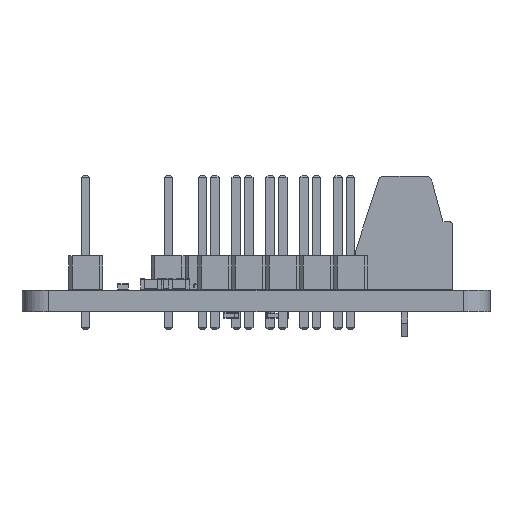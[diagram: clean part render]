
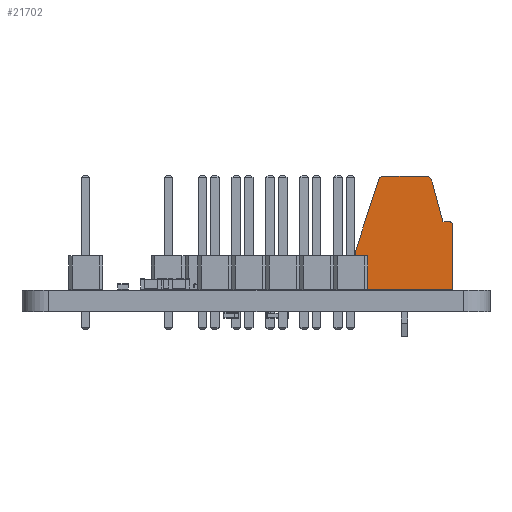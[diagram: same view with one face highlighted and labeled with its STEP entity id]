
A CAD part, left-side view. The second image highlights one B-rep face of the part: STEP entity #21702.
In plain terms, the highlighted planar face has unit normal (-1, 0, 0).
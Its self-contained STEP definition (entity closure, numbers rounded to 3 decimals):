
#21647 = VERTEX_POINT('',#21648);
#21648 = CARTESIAN_POINT('',(-2.,1.487,8.5));
#21654 = EDGE_CURVE('',#21655,#21647,#21657,.T.);
#21655 = VERTEX_POINT('',#21656);
#21656 = CARTESIAN_POINT('',(-2.,-1.566,8.5));
#21657 = LINE('',#21658,#21659);
#21658 = CARTESIAN_POINT('',(-2.,-1.566,8.5));
#21659 = VECTOR('',#21660,1.);
#21660 = DIRECTION('',(0.,1.,0.));
#21702 = ADVANCED_FACE('',(#21703),#21779,.F.);
#21703 = FACE_BOUND('',#21704,.T.);
#21704 = EDGE_LOOP('',(#21705,#21715,#21724,#21732,#21740,#21747,#21748,
    #21757,#21765,#21773));
#21705 = ORIENTED_EDGE('',*,*,#21706,.F.);
#21706 = EDGE_CURVE('',#21707,#21709,#21711,.T.);
#21707 = VERTEX_POINT('',#21708);
#21708 = CARTESIAN_POINT('',(-2.,-3.6,4.8));
#21709 = VERTEX_POINT('',#21710);
#21710 = CARTESIAN_POINT('',(-2.,-3.6,0.));
#21711 = LINE('',#21712,#21713);
#21712 = CARTESIAN_POINT('',(-2.,-3.6,-20.821));
#21713 = VECTOR('',#21714,1.);
#21714 = DIRECTION('',(0.,0.,-1.));
#21715 = ORIENTED_EDGE('',*,*,#21716,.F.);
#21716 = EDGE_CURVE('',#21717,#21707,#21719,.T.);
#21717 = VERTEX_POINT('',#21718);
#21718 = CARTESIAN_POINT('',(-2.,-3.3,5.1));
#21719 = CIRCLE('',#21720,0.3);
#21720 = AXIS2_PLACEMENT_3D('',#21721,#21722,#21723);
#21721 = CARTESIAN_POINT('',(-2.,-3.3,4.8));
#21722 = DIRECTION('',(1.,0.,0.));
#21723 = DIRECTION('',(0.,1.,0.));
#21724 = ORIENTED_EDGE('',*,*,#21725,.F.);
#21725 = EDGE_CURVE('',#21726,#21717,#21728,.T.);
#21726 = VERTEX_POINT('',#21727);
#21727 = CARTESIAN_POINT('',(-2.,-2.861,5.1));
#21728 = LINE('',#21729,#21730);
#21729 = CARTESIAN_POINT('',(-2.,-2.861,5.1));
#21730 = VECTOR('',#21731,1.);
#21731 = DIRECTION('',(0.,-1.,0.));
#21732 = ORIENTED_EDGE('',*,*,#21733,.F.);
#21733 = EDGE_CURVE('',#21734,#21726,#21736,.T.);
#21734 = VERTEX_POINT('',#21735);
#21735 = CARTESIAN_POINT('',(-2.,-2.049,8.129));
#21736 = LINE('',#21737,#21738);
#21737 = CARTESIAN_POINT('',(-2.,-2.049,8.129));
#21738 = VECTOR('',#21739,1.);
#21739 = DIRECTION('',(0.,-0.259,
    -0.966));
#21740 = ORIENTED_EDGE('',*,*,#21741,.F.);
#21741 = EDGE_CURVE('',#21655,#21734,#21742,.T.);
#21742 = CIRCLE('',#21743,0.5);
#21743 = AXIS2_PLACEMENT_3D('',#21744,#21745,#21746);
#21744 = CARTESIAN_POINT('',(-2.,-1.566,8.));
#21745 = DIRECTION('',(1.,0.,0.));
#21746 = DIRECTION('',(0.,1.,0.));
#21747 = ORIENTED_EDGE('',*,*,#21654,.T.);
#21748 = ORIENTED_EDGE('',*,*,#21749,.F.);
#21749 = EDGE_CURVE('',#21750,#21647,#21752,.T.);
#21750 = VERTEX_POINT('',#21751);
#21751 = CARTESIAN_POINT('',(-2.,1.962,8.155));
#21752 = CIRCLE('',#21753,0.5);
#21753 = AXIS2_PLACEMENT_3D('',#21754,#21755,#21756);
#21754 = CARTESIAN_POINT('',(-2.,1.487,8.));
#21755 = DIRECTION('',(1.,0.,0.));
#21756 = DIRECTION('',(0.,1.,0.));
#21757 = ORIENTED_EDGE('',*,*,#21758,.F.);
#21758 = EDGE_CURVE('',#21759,#21750,#21761,.T.);
#21759 = VERTEX_POINT('',#21760);
#21760 = CARTESIAN_POINT('',(-2.,3.7,2.806));
#21761 = LINE('',#21762,#21763);
#21762 = CARTESIAN_POINT('',(-2.,3.7,2.806));
#21763 = VECTOR('',#21764,1.);
#21764 = DIRECTION('',(0.,-0.309,0.951)
  );
#21765 = ORIENTED_EDGE('',*,*,#21766,.F.);
#21766 = EDGE_CURVE('',#21767,#21759,#21769,.T.);
#21767 = VERTEX_POINT('',#21768);
#21768 = CARTESIAN_POINT('',(-2.,3.7,0.));
#21769 = LINE('',#21770,#21771);
#21770 = CARTESIAN_POINT('',(-2.,3.7,0.));
#21771 = VECTOR('',#21772,1.);
#21772 = DIRECTION('',(0.,0.,1.));
#21773 = ORIENTED_EDGE('',*,*,#21774,.F.);
#21774 = EDGE_CURVE('',#21709,#21767,#21775,.T.);
#21775 = LINE('',#21776,#21777);
#21776 = CARTESIAN_POINT('',(-2.,-53.147,0.));
#21777 = VECTOR('',#21778,1.);
#21778 = DIRECTION('',(0.,1.,0.));
#21779 = PLANE('',#21780);
#21780 = AXIS2_PLACEMENT_3D('',#21781,#21782,#21783);
#21781 = CARTESIAN_POINT('',(-2.,31.355,-20.821));
#21782 = DIRECTION('',(1.,0.,0.));
#21783 = DIRECTION('',(0.,1.,0.));
